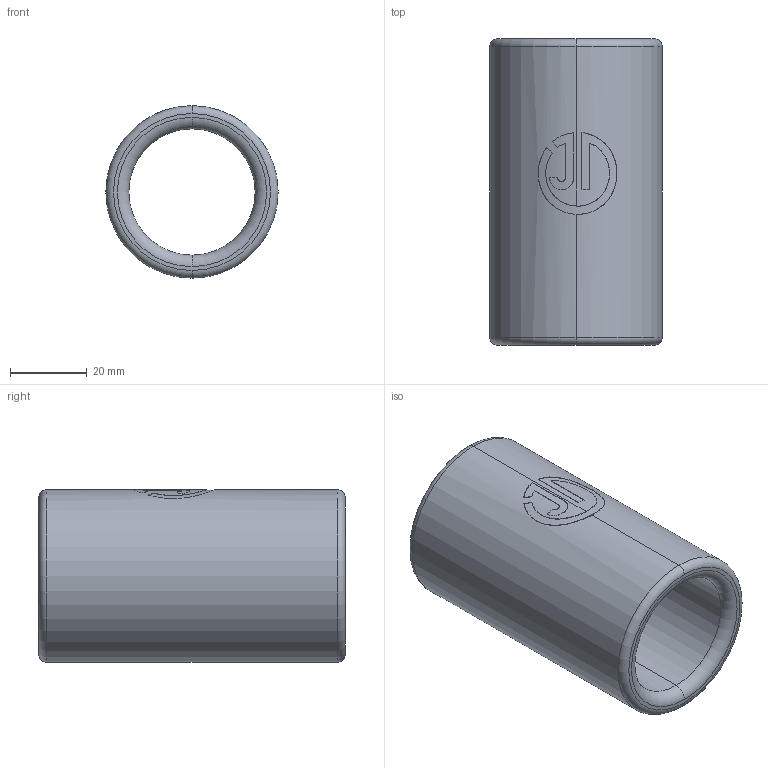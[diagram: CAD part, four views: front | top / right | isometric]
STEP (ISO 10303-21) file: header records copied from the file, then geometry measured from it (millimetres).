
FILE_DESCRIPTION (( 'STEP AP214' ), '1' );
FILE_NAME ('686QM-D25-L80.STEP', '2021-10-28T01:44:30', ( '' ), ( '' ), 'SwSTEP 2.0', 'SolidWorks 2016', '' );
FILE_SCHEMA (( 'AUTOMOTIVE_DESIGN' ));
Length unit declared in the file: millimetre
Products named in the file (2): 686QM-D25-L80
Bounding box: 45 x 80 x 45 mm (x, y, z)
Volume: 58122.2 mm3; surface area: 20589.2 mm2
Topology: 1 solids, 1 shells, 32 faces, 77 edges, 48 vertices
Faces by surface type: torus 8, plane 8, bspline 8, cylinder 6, cone 2
Entity records: 2539 total; most frequent: CARTESIAN_POINT 1798, ORIENTED_EDGE 154, DIRECTION 129, EDGE_CURVE 77, AXIS2_PLACEMENT_3D 56, VERTEX_POINT 48, EDGE_LOOP 35, FACE_OUTER_BOUND 32
